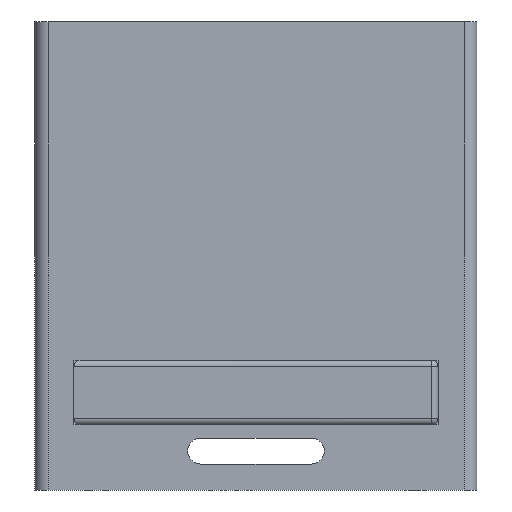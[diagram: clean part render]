
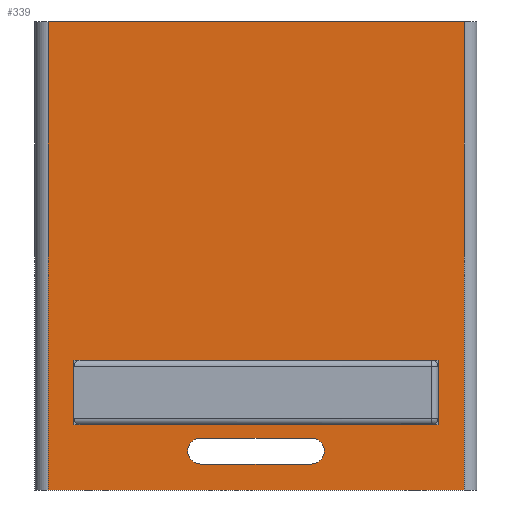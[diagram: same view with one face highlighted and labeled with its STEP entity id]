
A CAD part, left-side view. The second image highlights one B-rep face of the part: STEP entity #339.
In plain terms, the highlighted planar face has unit normal (-1, 0, 0).
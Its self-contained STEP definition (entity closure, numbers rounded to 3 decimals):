
#91 = EDGE_CURVE('',#92,#94,#96,.T.);
#92 = VERTEX_POINT('',#93);
#93 = CARTESIAN_POINT('',(-49.,-27.,10.));
#94 = VERTEX_POINT('',#95);
#95 = CARTESIAN_POINT('',(-49.,10.,10.));
#96 = LINE('',#97,#98);
#97 = CARTESIAN_POINT('',(-49.,-28.,10.));
#98 = VECTOR('',#99,1.);
#99 = DIRECTION('',(0.,1.,0.));
#118 = VERTEX_POINT('',#119);
#119 = CARTESIAN_POINT('',(-49.,27.,10.));
#125 = EDGE_CURVE('',#126,#118,#128,.T.);
#126 = VERTEX_POINT('',#127);
#127 = CARTESIAN_POINT('',(-49.,19.,10.));
#128 = LINE('',#129,#130);
#129 = CARTESIAN_POINT('',(-49.,-28.,10.));
#130 = VECTOR('',#131,1.);
#131 = DIRECTION('',(0.,1.,0.));
#133 = EDGE_CURVE('',#126,#94,#134,.T.);
#134 = LINE('',#135,#136);
#135 = CARTESIAN_POINT('',(-49.,19.,10.));
#136 = VECTOR('',#137,1.);
#137 = DIRECTION('',(0.,-1.,0.));
#339 = ADVANCED_FACE('',(#340,#374,#465),#501,.T.);
#340 = FACE_BOUND('',#341,.T.);
#341 = EDGE_LOOP('',(#342,#352,#360,#368));
#342 = ORIENTED_EDGE('',*,*,#343,.T.);
#343 = EDGE_CURVE('',#344,#346,#348,.T.);
#344 = VERTEX_POINT('',#345);
#345 = CARTESIAN_POINT('',(-49.,32.,0.));
#346 = VERTEX_POINT('',#347);
#347 = CARTESIAN_POINT('',(-49.,-32.,0.));
#348 = LINE('',#349,#350);
#349 = CARTESIAN_POINT('',(-49.,34.,0.));
#350 = VECTOR('',#351,1.);
#351 = DIRECTION('',(0.,-1.,0.));
#352 = ORIENTED_EDGE('',*,*,#353,.T.);
#353 = EDGE_CURVE('',#346,#354,#356,.T.);
#354 = VERTEX_POINT('',#355);
#355 = CARTESIAN_POINT('',(-49.,-32.,72.));
#356 = LINE('',#357,#358);
#357 = CARTESIAN_POINT('',(-49.,-32.,0.));
#358 = VECTOR('',#359,1.);
#359 = DIRECTION('',(0.,0.,1.));
#360 = ORIENTED_EDGE('',*,*,#361,.F.);
#361 = EDGE_CURVE('',#362,#354,#364,.T.);
#362 = VERTEX_POINT('',#363);
#363 = CARTESIAN_POINT('',(-49.,32.,72.));
#364 = LINE('',#365,#366);
#365 = CARTESIAN_POINT('',(-49.,34.,72.));
#366 = VECTOR('',#367,1.);
#367 = DIRECTION('',(0.,-1.,0.));
#368 = ORIENTED_EDGE('',*,*,#369,.F.);
#369 = EDGE_CURVE('',#344,#362,#370,.T.);
#370 = LINE('',#371,#372);
#371 = CARTESIAN_POINT('',(-49.,32.,0.));
#372 = VECTOR('',#373,1.);
#373 = DIRECTION('',(0.,0.,1.));
#374 = FACE_BOUND('',#375,.T.);
#375 = EDGE_LOOP('',(#376,#384,#385,#386,#387,#395,#403,#411,#419,#427,
    #435,#443,#451,#459));
#376 = ORIENTED_EDGE('',*,*,#377,.T.);
#377 = EDGE_CURVE('',#378,#92,#380,.T.);
#378 = VERTEX_POINT('',#379);
#379 = CARTESIAN_POINT('',(-49.,-28.,10.));
#380 = LINE('',#381,#382);
#381 = CARTESIAN_POINT('',(-49.,-28.,10.));
#382 = VECTOR('',#383,1.);
#383 = DIRECTION('',(0.,1.,0.));
#384 = ORIENTED_EDGE('',*,*,#91,.T.);
#385 = ORIENTED_EDGE('',*,*,#133,.F.);
#386 = ORIENTED_EDGE('',*,*,#125,.T.);
#387 = ORIENTED_EDGE('',*,*,#388,.T.);
#388 = EDGE_CURVE('',#118,#389,#391,.T.);
#389 = VERTEX_POINT('',#390);
#390 = CARTESIAN_POINT('',(-49.,28.,10.));
#391 = LINE('',#392,#393);
#392 = CARTESIAN_POINT('',(-49.,-28.,10.));
#393 = VECTOR('',#394,1.);
#394 = DIRECTION('',(0.,1.,0.));
#395 = ORIENTED_EDGE('',*,*,#396,.T.);
#396 = EDGE_CURVE('',#389,#397,#399,.T.);
#397 = VERTEX_POINT('',#398);
#398 = CARTESIAN_POINT('',(-49.,28.,11.));
#399 = LINE('',#400,#401);
#400 = CARTESIAN_POINT('',(-49.,28.,10.));
#401 = VECTOR('',#402,1.);
#402 = DIRECTION('',(0.,0.,1.));
#403 = ORIENTED_EDGE('',*,*,#404,.T.);
#404 = EDGE_CURVE('',#397,#405,#407,.T.);
#405 = VERTEX_POINT('',#406);
#406 = CARTESIAN_POINT('',(-49.,28.,19.));
#407 = LINE('',#408,#409);
#408 = CARTESIAN_POINT('',(-49.,28.,10.));
#409 = VECTOR('',#410,1.);
#410 = DIRECTION('',(0.,0.,1.));
#411 = ORIENTED_EDGE('',*,*,#412,.T.);
#412 = EDGE_CURVE('',#405,#413,#415,.T.);
#413 = VERTEX_POINT('',#414);
#414 = CARTESIAN_POINT('',(-49.,28.,20.));
#415 = LINE('',#416,#417);
#416 = CARTESIAN_POINT('',(-49.,28.,10.));
#417 = VECTOR('',#418,1.);
#418 = DIRECTION('',(0.,0.,1.));
#419 = ORIENTED_EDGE('',*,*,#420,.T.);
#420 = EDGE_CURVE('',#413,#421,#423,.T.);
#421 = VERTEX_POINT('',#422);
#422 = CARTESIAN_POINT('',(-49.,27.,20.));
#423 = LINE('',#424,#425);
#424 = CARTESIAN_POINT('',(-49.,28.,20.));
#425 = VECTOR('',#426,1.);
#426 = DIRECTION('',(0.,-1.,-0.));
#427 = ORIENTED_EDGE('',*,*,#428,.T.);
#428 = EDGE_CURVE('',#421,#429,#431,.T.);
#429 = VERTEX_POINT('',#430);
#430 = CARTESIAN_POINT('',(-49.,-27.,20.));
#431 = LINE('',#432,#433);
#432 = CARTESIAN_POINT('',(-49.,28.,20.));
#433 = VECTOR('',#434,1.);
#434 = DIRECTION('',(0.,-1.,-0.));
#435 = ORIENTED_EDGE('',*,*,#436,.T.);
#436 = EDGE_CURVE('',#429,#437,#439,.T.);
#437 = VERTEX_POINT('',#438);
#438 = CARTESIAN_POINT('',(-49.,-28.,20.));
#439 = LINE('',#440,#441);
#440 = CARTESIAN_POINT('',(-49.,28.,20.));
#441 = VECTOR('',#442,1.);
#442 = DIRECTION('',(0.,-1.,-0.));
#443 = ORIENTED_EDGE('',*,*,#444,.T.);
#444 = EDGE_CURVE('',#437,#445,#447,.T.);
#445 = VERTEX_POINT('',#446);
#446 = CARTESIAN_POINT('',(-49.,-28.,19.));
#447 = LINE('',#448,#449);
#448 = CARTESIAN_POINT('',(-49.,-28.,20.));
#449 = VECTOR('',#450,1.);
#450 = DIRECTION('',(0.,0.,-1.));
#451 = ORIENTED_EDGE('',*,*,#452,.T.);
#452 = EDGE_CURVE('',#445,#453,#455,.T.);
#453 = VERTEX_POINT('',#454);
#454 = CARTESIAN_POINT('',(-49.,-28.,11.));
#455 = LINE('',#456,#457);
#456 = CARTESIAN_POINT('',(-49.,-28.,20.));
#457 = VECTOR('',#458,1.);
#458 = DIRECTION('',(0.,0.,-1.));
#459 = ORIENTED_EDGE('',*,*,#460,.T.);
#460 = EDGE_CURVE('',#453,#378,#461,.T.);
#461 = LINE('',#462,#463);
#462 = CARTESIAN_POINT('',(-49.,-28.,20.));
#463 = VECTOR('',#464,1.);
#464 = DIRECTION('',(0.,0.,-1.));
#465 = FACE_BOUND('',#466,.T.);
#466 = EDGE_LOOP('',(#467,#477,#486,#494));
#467 = ORIENTED_EDGE('',*,*,#468,.T.);
#468 = EDGE_CURVE('',#469,#471,#473,.T.);
#469 = VERTEX_POINT('',#470);
#470 = CARTESIAN_POINT('',(-49.,-8.5,4.));
#471 = VERTEX_POINT('',#472);
#472 = CARTESIAN_POINT('',(-49.,8.5,4.));
#473 = LINE('',#474,#475);
#474 = CARTESIAN_POINT('',(-49.,-8.5,4.));
#475 = VECTOR('',#476,1.);
#476 = DIRECTION('',(0.,1.,0.));
#477 = ORIENTED_EDGE('',*,*,#478,.F.);
#478 = EDGE_CURVE('',#479,#471,#481,.T.);
#479 = VERTEX_POINT('',#480);
#480 = CARTESIAN_POINT('',(-49.,8.5,8.));
#481 = CIRCLE('',#482,2.);
#482 = AXIS2_PLACEMENT_3D('',#483,#484,#485);
#483 = CARTESIAN_POINT('',(-49.,8.5,6.));
#484 = DIRECTION('',(-1.,0.,0.));
#485 = DIRECTION('',(0.,-1.,0.));
#486 = ORIENTED_EDGE('',*,*,#487,.T.);
#487 = EDGE_CURVE('',#479,#488,#490,.T.);
#488 = VERTEX_POINT('',#489);
#489 = CARTESIAN_POINT('',(-49.,-8.5,8.));
#490 = LINE('',#491,#492);
#491 = CARTESIAN_POINT('',(-49.,8.5,8.));
#492 = VECTOR('',#493,1.);
#493 = DIRECTION('',(0.,-1.,0.));
#494 = ORIENTED_EDGE('',*,*,#495,.F.);
#495 = EDGE_CURVE('',#469,#488,#496,.T.);
#496 = CIRCLE('',#497,2.);
#497 = AXIS2_PLACEMENT_3D('',#498,#499,#500);
#498 = CARTESIAN_POINT('',(-49.,-8.5,6.));
#499 = DIRECTION('',(-1.,0.,0.));
#500 = DIRECTION('',(0.,-1.,0.));
#501 = PLANE('',#502);
#502 = AXIS2_PLACEMENT_3D('',#503,#504,#505);
#503 = CARTESIAN_POINT('',(-49.,0.,36.));
#504 = DIRECTION('',(-1.,-0.,-0.));
#505 = DIRECTION('',(0.,0.,-1.));
